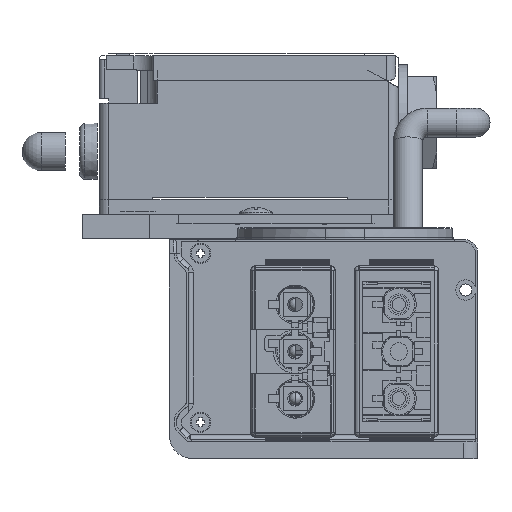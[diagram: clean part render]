
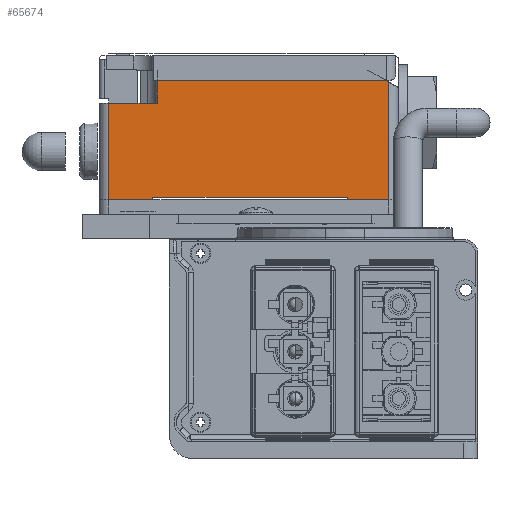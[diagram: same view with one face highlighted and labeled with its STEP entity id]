
A CAD part, front view. The second image highlights one B-rep face of the part: STEP entity #65674.
In plain terms, the highlighted planar face has unit normal (0, -1, 0).
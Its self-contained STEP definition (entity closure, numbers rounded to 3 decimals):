
#3938=PLANE('',#69673);
#6594=FACE_OUTER_BOUND('',#9678,.T.);
#9678=EDGE_LOOP('',(#60528,#60529,#60530,#60531,#60532,#60533,#60534,#60535,
#60536,#60537,#60538));
#18419=LINE('',#111373,#26497);
#18427=LINE('',#111397,#26505);
#18433=LINE('',#111408,#26511);
#18434=LINE('',#111410,#26512);
#18435=LINE('',#111412,#26513);
#18436=LINE('',#111414,#26514);
#18437=LINE('',#111416,#26515);
#18438=LINE('',#111418,#26516);
#18439=LINE('',#111420,#26517);
#18440=LINE('',#111422,#26518);
#18441=LINE('',#111423,#26519);
#26497=VECTOR('',#84285,0.58);
#26505=VECTOR('',#84305,4.7);
#26511=VECTOR('',#84313,47.498);
#26512=VECTOR('',#84314,10.);
#26513=VECTOR('',#84315,20.);
#26514=VECTOR('',#84316,9.1);
#26515=VECTOR('',#84317,0.5);
#26516=VECTOR('',#84318,40.4);
#26517=VECTOR('',#84319,0.5);
#26518=VECTOR('',#84320,8.5);
#26519=VECTOR('',#84321,24.41);
#33853=VERTEX_POINT('',#111370);
#33854=VERTEX_POINT('',#111372);
#33863=VERTEX_POINT('',#111394);
#33864=VERTEX_POINT('',#111396);
#33869=VERTEX_POINT('',#111409);
#33870=VERTEX_POINT('',#111411);
#33871=VERTEX_POINT('',#111413);
#33872=VERTEX_POINT('',#111415);
#33873=VERTEX_POINT('',#111417);
#33874=VERTEX_POINT('',#111419);
#33875=VERTEX_POINT('',#111421);
#43883=EDGE_CURVE('',#33854,#33853,#18419,.T.);
#43895=EDGE_CURVE('',#33864,#33863,#18427,.T.);
#43901=EDGE_CURVE('',#33853,#33864,#18433,.T.);
#43902=EDGE_CURVE('',#33869,#33863,#18434,.T.);
#43903=EDGE_CURVE('',#33869,#33870,#18435,.T.);
#43904=EDGE_CURVE('',#33870,#33871,#18436,.T.);
#43905=EDGE_CURVE('',#33871,#33872,#18437,.T.);
#43906=EDGE_CURVE('',#33872,#33873,#18438,.T.);
#43907=EDGE_CURVE('',#33874,#33873,#18439,.T.);
#43908=EDGE_CURVE('',#33874,#33875,#18440,.T.);
#43909=EDGE_CURVE('',#33854,#33875,#18441,.T.);
#60528=ORIENTED_EDGE('',*,*,#43901,.T.);
#60529=ORIENTED_EDGE('',*,*,#43895,.T.);
#60530=ORIENTED_EDGE('',*,*,#43902,.F.);
#60531=ORIENTED_EDGE('',*,*,#43903,.T.);
#60532=ORIENTED_EDGE('',*,*,#43904,.T.);
#60533=ORIENTED_EDGE('',*,*,#43905,.T.);
#60534=ORIENTED_EDGE('',*,*,#43906,.T.);
#60535=ORIENTED_EDGE('',*,*,#43907,.F.);
#60536=ORIENTED_EDGE('',*,*,#43908,.T.);
#60537=ORIENTED_EDGE('',*,*,#43909,.F.);
#60538=ORIENTED_EDGE('',*,*,#43883,.T.);
#65674=ADVANCED_FACE('',(#6594),#3938,.T.);
#69673=AXIS2_PLACEMENT_3D('',#111407,#84311,#84312);
#84285=DIRECTION('',(-0.866,0.,0.5));
#84305=DIRECTION('',(0.,0.,-1.));
#84311=DIRECTION('center_axis',(0.,-1.,0.));
#84312=DIRECTION('ref_axis',(1.,0.,0.));
#84313=DIRECTION('',(-1.,0.,0.));
#84314=DIRECTION('',(1.,0.,0.));
#84315=DIRECTION('',(0.,0.,-1.));
#84316=DIRECTION('',(1.,0.,0.));
#84317=DIRECTION('',(0.,0.,1.));
#84318=DIRECTION('',(1.,0.,0.));
#84319=DIRECTION('',(0.,0.,1.));
#84320=DIRECTION('',(1.,0.,0.));
#84321=DIRECTION('',(0.,0.,-1.));
#111370=CARTESIAN_POINT('',(10.998,200.25,74.6));
#111372=CARTESIAN_POINT('',(11.5,200.25,74.31));
#111373=CARTESIAN_POINT('',(11.5,200.25,74.31));
#111394=CARTESIAN_POINT('',(-36.5,200.25,69.9));
#111396=CARTESIAN_POINT('',(-36.5,200.25,74.6));
#111397=CARTESIAN_POINT('',(-36.5,200.25,74.6));
#111407=CARTESIAN_POINT('Origin',(-48.5,200.25,49.9));
#111408=CARTESIAN_POINT('',(10.998,200.25,74.6));
#111409=CARTESIAN_POINT('',(-46.5,200.25,69.9));
#111410=CARTESIAN_POINT('',(-46.5,200.25,69.9));
#111411=CARTESIAN_POINT('',(-46.5,200.25,49.9));
#111412=CARTESIAN_POINT('',(-46.5,200.25,69.9));
#111413=CARTESIAN_POINT('',(-37.4,200.25,49.9));
#111414=CARTESIAN_POINT('',(-46.5,200.25,49.9));
#111415=CARTESIAN_POINT('',(-37.4,200.25,50.4));
#111416=CARTESIAN_POINT('',(-37.4,200.25,49.9));
#111417=CARTESIAN_POINT('',(3.,200.25,50.4));
#111418=CARTESIAN_POINT('',(-37.4,200.25,50.4));
#111419=CARTESIAN_POINT('',(3.,200.25,49.9));
#111420=CARTESIAN_POINT('',(3.,200.25,49.9));
#111421=CARTESIAN_POINT('',(11.5,200.25,49.9));
#111422=CARTESIAN_POINT('',(3.,200.25,49.9));
#111423=CARTESIAN_POINT('',(11.5,200.25,74.31));
